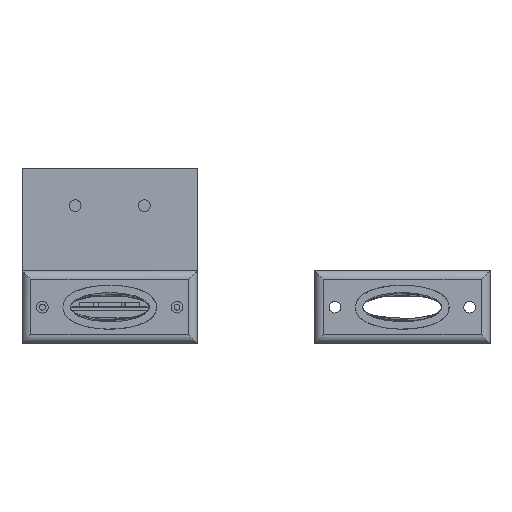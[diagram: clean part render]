
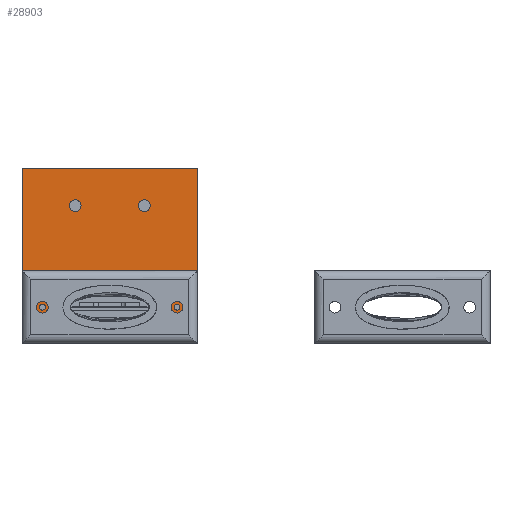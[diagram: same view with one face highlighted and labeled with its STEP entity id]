
A CAD part, front view. The second image highlights one B-rep face of the part: STEP entity #28903.
In plain terms, the highlighted planar face has unit normal (0, -1, 0).
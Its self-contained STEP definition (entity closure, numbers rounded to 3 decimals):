
#1304=FACE_BOUND('',#5063,.T.);
#1305=FACE_BOUND('',#5064,.T.);
#1306=FACE_BOUND('',#5065,.T.);
#1307=FACE_BOUND('',#5066,.T.);
#1308=FACE_BOUND('',#5067,.T.);
#1555=PLANE('',#29626);
#1827=CIRCLE('',#29600,1.);
#1828=CIRCLE('',#29602,1.);
#1829=CIRCLE('',#29604,2.);
#1830=CIRCLE('',#29606,2.);
#3395=FACE_OUTER_BOUND('',#5062,.T.);
#5062=EDGE_LOOP('',(#26744,#26745,#26746,#26747));
#5063=EDGE_LOOP('',(#26748));
#5064=EDGE_LOOP('',(#26749));
#5065=EDGE_LOOP('',(#26750));
#5066=EDGE_LOOP('',(#26751));
#5067=EDGE_LOOP('',(#26752));
#6803=LINE('',#52775,#8559);
#6804=LINE('',#52777,#8560);
#6805=LINE('',#52779,#8561);
#6806=LINE('',#52780,#8562);
#8559=VECTOR('',#32606,10.);
#8560=VECTOR('',#32607,10.);
#8561=VECTOR('',#32608,10.);
#8562=VECTOR('',#32609,10.);
#11042=B_SPLINE_CURVE_WITH_KNOTS('',3,(#52695,#52696,#52697,#52698,#52699,
#52700,#52701,#52702,#52703,#52704,#52705,#52706,#52707,#52708,#52709,#52710,
#52711,#52712,#52713,#52714,#52715),.UNSPECIFIED.,.T.,.F.,(4,1,1,1,1,1,
1,1,1,1,1,1,1,1,1,1,1,1,4),(-3.142,-2.917,-2.693,
-2.244,-1.346,-1.047,-0.449,
-0.299,-0.224,-0.15,0.,
0.15,0.449,0.898,1.346,
2.244,2.693,2.917,3.142),
 .UNSPECIFIED.);
#13793=VERTEX_POINT('',#52690);
#13794=VERTEX_POINT('',#52717);
#13795=VERTEX_POINT('',#52721);
#13796=VERTEX_POINT('',#52725);
#13797=VERTEX_POINT('',#52729);
#13809=VERTEX_POINT('',#52773);
#13810=VERTEX_POINT('',#52774);
#13811=VERTEX_POINT('',#52776);
#13812=VERTEX_POINT('',#52778);
#18122=EDGE_CURVE('',#13793,#13793,#11042,.F.);
#18124=EDGE_CURVE('',#13794,#13794,#1827,.T.);
#18126=EDGE_CURVE('',#13795,#13795,#1828,.T.);
#18128=EDGE_CURVE('',#13796,#13796,#1829,.T.);
#18130=EDGE_CURVE('',#13797,#13797,#1830,.T.);
#18151=EDGE_CURVE('',#13809,#13810,#6803,.T.);
#18152=EDGE_CURVE('',#13810,#13811,#6804,.T.);
#18153=EDGE_CURVE('',#13811,#13812,#6805,.T.);
#18154=EDGE_CURVE('',#13809,#13812,#6806,.T.);
#26744=ORIENTED_EDGE('',*,*,#18151,.T.);
#26745=ORIENTED_EDGE('',*,*,#18152,.T.);
#26746=ORIENTED_EDGE('',*,*,#18153,.T.);
#26747=ORIENTED_EDGE('',*,*,#18154,.F.);
#26748=ORIENTED_EDGE('',*,*,#18130,.T.);
#26749=ORIENTED_EDGE('',*,*,#18128,.T.);
#26750=ORIENTED_EDGE('',*,*,#18126,.F.);
#26751=ORIENTED_EDGE('',*,*,#18124,.F.);
#26752=ORIENTED_EDGE('',*,*,#18122,.F.);
#28903=ADVANCED_FACE('',(#3395,#1304,#1305,#1306,#1307,#1308),#1555,.F.);
#29600=AXIS2_PLACEMENT_3D('',#52719,#32539,#32540);
#29602=AXIS2_PLACEMENT_3D('',#52723,#32544,#32545);
#29604=AXIS2_PLACEMENT_3D('',#52727,#32549,#32550);
#29606=AXIS2_PLACEMENT_3D('',#52731,#32554,#32555);
#29626=AXIS2_PLACEMENT_3D('',#52772,#32604,#32605);
#32539=DIRECTION('center_axis',(0.,-1.,0.));
#32540=DIRECTION('ref_axis',(-1.,0.,0.));
#32544=DIRECTION('center_axis',(0.,-1.,0.));
#32545=DIRECTION('ref_axis',(-1.,0.,0.));
#32549=DIRECTION('center_axis',(0.,1.,0.));
#32550=DIRECTION('ref_axis',(-1.,0.,0.));
#32554=DIRECTION('center_axis',(0.,1.,0.));
#32555=DIRECTION('ref_axis',(-1.,0.,0.));
#32604=DIRECTION('center_axis',(0.,1.,0.));
#32605=DIRECTION('ref_axis',(-1.,0.,0.));
#32606=DIRECTION('',(0.,0.,1.));
#32607=DIRECTION('',(-1.,0.,0.));
#32608=DIRECTION('',(0.,0.,-1.));
#32609=DIRECTION('',(-1.,0.,0.));
#52690=CARTESIAN_POINT('',(15.5,10.,12.5));
#52695=CARTESIAN_POINT('Ctrl Pts',(15.5,10.,12.5));
#52696=CARTESIAN_POINT('Ctrl Pts',(15.5,10.,13.076));
#52697=CARTESIAN_POINT('Ctrl Pts',(15.87,10.,14.203));
#52698=CARTESIAN_POINT('Ctrl Pts',(17.562,10.,15.928));
#52699=CARTESIAN_POINT('Ctrl Pts',(22.404,10.,18.161));
#52700=CARTESIAN_POINT('Ctrl Pts',(30.507,10.,18.839));
#52701=CARTESIAN_POINT('Ctrl Pts',(38.369,10.,17.68));
#52702=CARTESIAN_POINT('Ctrl Pts',(41.917,10.,16.315));
#52703=CARTESIAN_POINT('Ctrl Pts',(43.564,10.,14.779));
#52704=CARTESIAN_POINT('Ctrl Pts',(44.027,10.,14.143));
#52705=CARTESIAN_POINT('Ctrl Pts',(44.379,10.,13.457));
#52706=CARTESIAN_POINT('Ctrl Pts',(44.584,10.,12.501));
#52707=CARTESIAN_POINT('Ctrl Pts',(44.254,10.,10.964));
#52708=CARTESIAN_POINT('Ctrl Pts',(42.664,10.,9.167));
#52709=CARTESIAN_POINT('Ctrl Pts',(38.978,10.,7.493));
#52710=CARTESIAN_POINT('Ctrl Pts',(31.242,10.,6.095));
#52711=CARTESIAN_POINT('Ctrl Pts',(22.406,10.,6.842));
#52712=CARTESIAN_POINT('Ctrl Pts',(17.562,10.,9.072));
#52713=CARTESIAN_POINT('Ctrl Pts',(15.87,10.,10.797));
#52714=CARTESIAN_POINT('Ctrl Pts',(15.5,10.,11.924));
#52715=CARTESIAN_POINT('Ctrl Pts',(15.5,10.,12.5));
#52717=CARTESIAN_POINT('',(8.,10.,12.5));
#52719=CARTESIAN_POINT('Origin',(7.,10.,12.5));
#52721=CARTESIAN_POINT('',(54.,10.,12.5));
#52723=CARTESIAN_POINT('Origin',(53.,10.,12.5));
#52725=CARTESIAN_POINT('',(43.82,10.,47.23));
#52727=CARTESIAN_POINT('Origin',(41.82,10.,47.23));
#52729=CARTESIAN_POINT('',(20.18,10.,47.23));
#52731=CARTESIAN_POINT('Origin',(18.18,10.,47.23));
#52772=CARTESIAN_POINT('Origin',(30.,10.,37.5));
#52773=CARTESIAN_POINT('',(60.,10.,0.));
#52774=CARTESIAN_POINT('',(60.,10.,60.));
#52775=CARTESIAN_POINT('',(60.,10.,0.));
#52776=CARTESIAN_POINT('',(0.,10.,60.));
#52777=CARTESIAN_POINT('',(60.,10.,60.));
#52778=CARTESIAN_POINT('',(0.,10.,0.));
#52779=CARTESIAN_POINT('',(0.,10.,75.));
#52780=CARTESIAN_POINT('',(60.,10.,0.));
